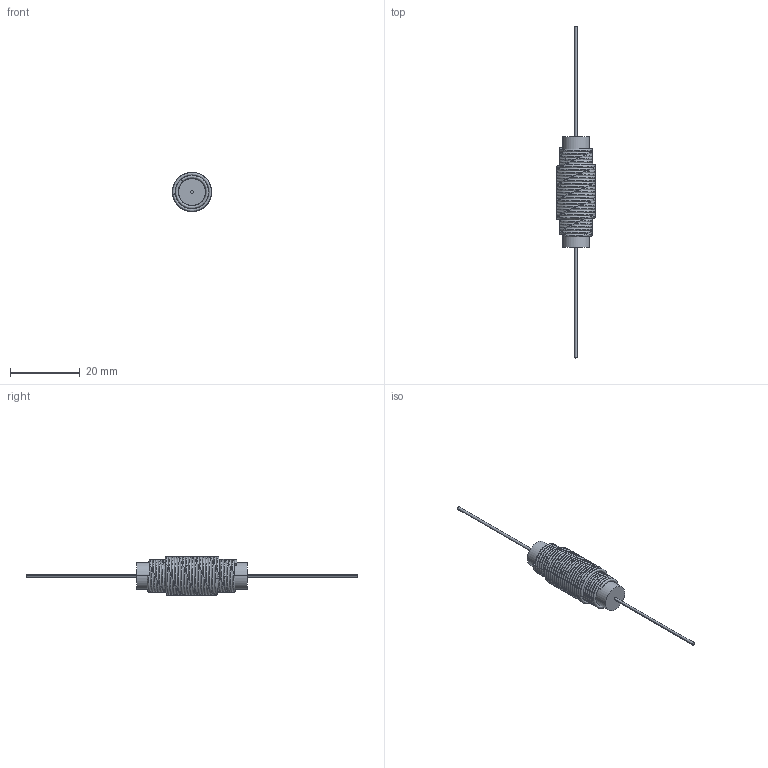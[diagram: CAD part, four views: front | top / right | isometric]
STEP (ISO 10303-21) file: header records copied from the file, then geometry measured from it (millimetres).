
FILE_DESCRIPTION((''),'2;1');
FILE_NAME('5254-RC','2012-08-09T',('ryans'),('Bourns, Inc.'),'PRO/ENGINEER BY PARAMETRIC TECHNOLOGY CORPORATION, 2010100','PRO/ENGINEER BY PARAMETRIC TECHNOLOGY CORPORATION, 2010100','');
FILE_SCHEMA(('CONFIG_CONTROL_DESIGN'));
Length unit declared in the file: millimetre
Products named in the file (1): 5254-RC
Bounding box: 11.18 x 95.25 x 11.18 mm (x, y, z)
Volume: 2259.5 mm3; surface area: 4718.6 mm2
Topology: 3 solids, 3 shells, 40 faces, 74 edges, 42 vertices
Faces by surface type: bspline 26, plane 8, cylinder 6
Entity records: 24273 total; most frequent: CARTESIAN_POINT 23631, ORIENTED_EDGE 148, EDGE_CURVE 74, DIRECTION 58, B_SPLINE_CURVE_WITH_KNOTS 56, VERTEX_POINT 42, EDGE_LOOP 42, FACE_OUTER_BOUND 40
